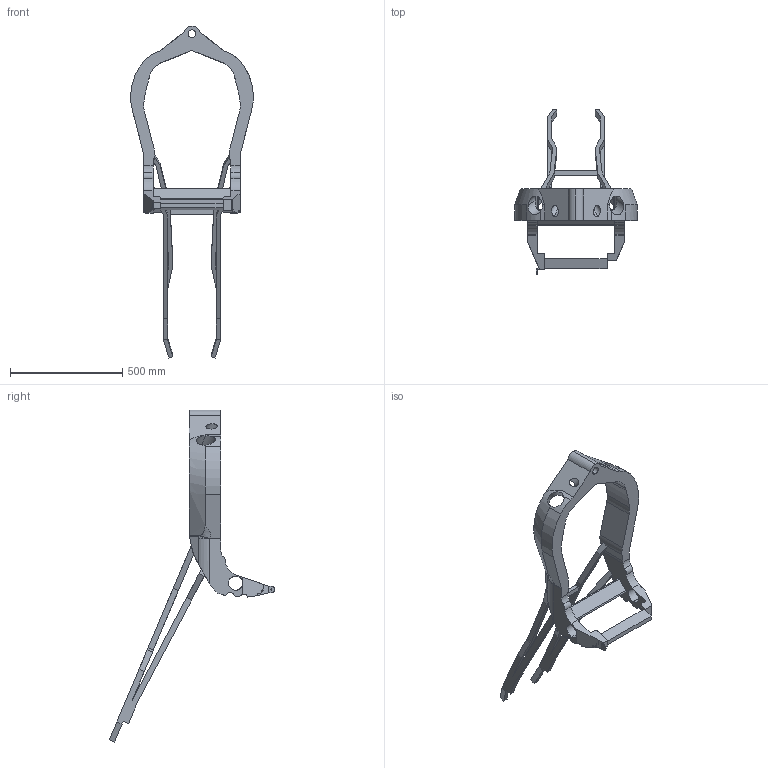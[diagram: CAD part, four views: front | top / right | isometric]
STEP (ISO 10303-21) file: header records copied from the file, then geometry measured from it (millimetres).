
FILE_DESCRIPTION (( 'STEP AP214' ), '1' );
FILE_NAME ('Akiruhanui_Kawasaki_Frame_STEP_AP214.STEP', '2025-12-10T15:31:30', ( '' ), ( '' ), 'SwSTEP 2.0', 'SolidWorks 2023', '' );
FILE_SCHEMA (( 'AUTOMOTIVE_DESIGN' ));
Length unit declared in the file: millimetre
Products named in the file (1): Akiruhanui_Kawasaki_Frame_STEP_AP214
Bounding box: 544.85 x 736.02 x 1477.8 mm (x, y, z)
Volume: 14591835.4 mm3; surface area: 1179295.7 mm2
Topology: 1 solids, 1 shells, 217 faces, 660 edges, 432 vertices
Faces by surface type: plane 130, cylinder 71, bspline 16
Entity records: 8812 total; most frequent: CARTESIAN_POINT 3116, ORIENTED_EDGE 1320, DIRECTION 1037, EDGE_CURVE 660, LINE 443, VECTOR 443, VERTEX_POINT 432, AXIS2_PLACEMENT_3D 297
